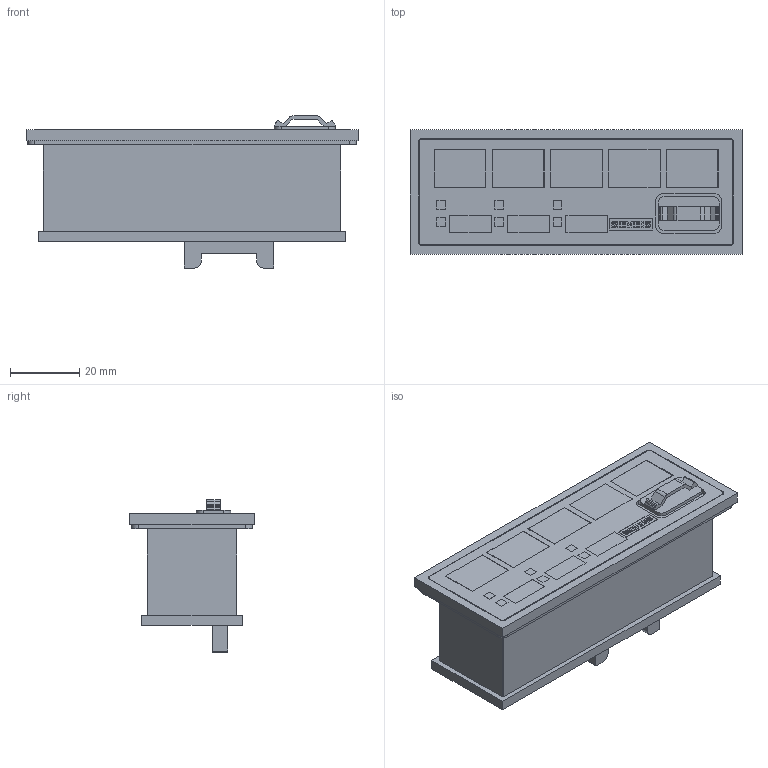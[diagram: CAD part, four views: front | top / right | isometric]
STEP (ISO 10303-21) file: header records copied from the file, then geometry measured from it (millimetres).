
FILE_DESCRIPTION(('STEP AP214'),'1');
FILE_NAME('cctmp_4A52C6D1-9167-4F45-8DF8-ACA7E500B970_2023_07_21_14_50_02_0799..stp','2023-07-21T12:50:03',('SIEMENS A&D'),('CADClick - www.CADClick.com'),'Spatial InterOp 3D postprocessed',' ','unknown authorization');
FILE_SCHEMA(('AUTOMOTIVE_DESIGN'));
Length unit declared in the file: millimetre
Products named in the file (3): cc_unnamed; 2023_07_21_14_50_02_0767; 2023_07_21_14_50_02_0736
Assembly tree (2 placements, depth 2):
  cc_unnamed
    2023_07_21_14_50_02_0767
    2023_07_21_14_50_02_0736
Bounding box: 96 x 36 x 44 mm (x, y, z)
Volume: 78905.5 mm3; surface area: 16774.6 mm2
Topology: 2 solids, 2 shells, 290 faces, 771 edges, 514 vertices
Faces by surface type: plane 220, cylinder 70
Entity records: 15079 total; most frequent: CARTESIAN_POINT 1578, STYLED_ITEM 1577, PRESENTATION_STYLE_ASSIGNMENT 1577, ORIENTED_EDGE 1542, DIRECTION 1497, EDGE_CURVE 771, CURVE_STYLE 771, DRAUGHTING_PRE_DEFINED_CURVE_FONT 771
